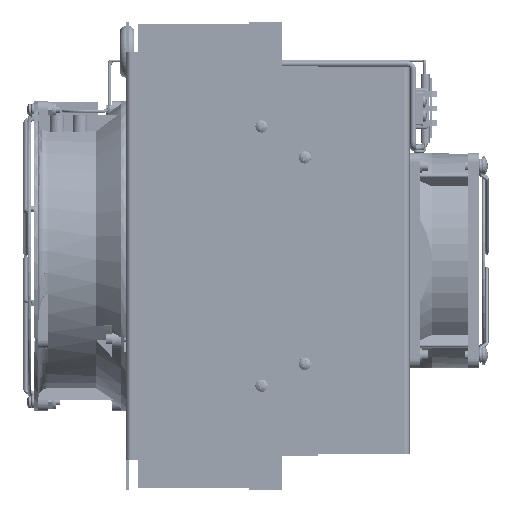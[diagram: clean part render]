
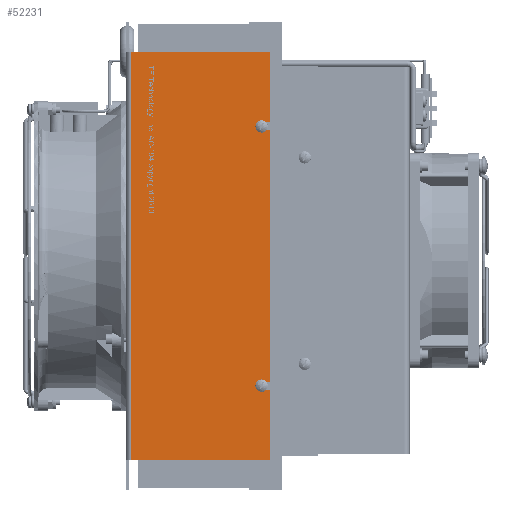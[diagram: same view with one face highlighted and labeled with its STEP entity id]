
A CAD part, left-side view. The second image highlights one B-rep face of the part: STEP entity #52231.
In plain terms, the highlighted face is planar.
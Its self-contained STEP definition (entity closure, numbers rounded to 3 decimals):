
#6354=VECTOR('',#61047,1.);
#6358=VECTOR('',#61052,1.);
#6365=VECTOR('',#61063,1.);
#6385=VECTOR('',#61100,1.);
#6388=VECTOR('',#61104,1.);
#6413=VECTOR('',#61151,1.);
#6420=VECTOR('',#61169,1.);
#6423=VECTOR('',#61173,1.);
#10691=LINE('',#73361,#6354);
#10695=LINE('',#73369,#6358);
#10702=LINE('',#73387,#6365);
#10722=LINE('',#73438,#6385);
#10725=LINE('',#73444,#6388);
#10750=LINE('',#73508,#6413);
#10757=LINE('',#73528,#6420);
#10760=LINE('',#73533,#6423);
#14168=PLANE('',#55296);
#16264=VERTEX_POINT('',#73354);
#16265=VERTEX_POINT('',#73356);
#16267=VERTEX_POINT('',#73362);
#16269=VERTEX_POINT('',#73368);
#16278=VERTEX_POINT('',#73388);
#16296=VERTEX_POINT('',#73433);
#16297=VERTEX_POINT('',#73435);
#16298=VERTEX_POINT('',#73439);
#16299=VERTEX_POINT('',#73443);
#16325=VERTEX_POINT('',#73509);
#16330=VERTEX_POINT('',#73527);
#16331=VERTEX_POINT('',#73529);
#20238=CIRCLE('',#55257,2.159);
#20243=CIRCLE('',#55272,2.159);
#23317=EDGE_CURVE('',#16265,#16264,#20238,.T.);
#23320=EDGE_CURVE('',#16267,#16265,#10691,.T.);
#23324=EDGE_CURVE('',#16264,#16269,#10695,.T.);
#23334=EDGE_CURVE('',#16267,#16278,#10702,.T.);
#23358=EDGE_CURVE('',#16297,#16296,#20243,.T.);
#23360=EDGE_CURVE('',#16298,#16297,#10722,.T.);
#23363=EDGE_CURVE('',#16296,#16299,#10725,.T.);
#23364=EDGE_CURVE('',#16298,#16269,#10702,.T.);
#23397=EDGE_CURVE('',#16325,#16278,#10750,.T.);
#23407=EDGE_CURVE('',#16331,#16330,#10757,.T.);
#23410=EDGE_CURVE('',#16331,#16299,#10702,.T.);
#23411=EDGE_CURVE('',#16325,#16330,#10760,.T.);
#32557=ORIENTED_EDGE('',*,*,#23324,.T.);
#32558=ORIENTED_EDGE('',*,*,#23364,.F.);
#32559=ORIENTED_EDGE('',*,*,#23360,.T.);
#32560=ORIENTED_EDGE('',*,*,#23358,.T.);
#32561=ORIENTED_EDGE('',*,*,#23363,.T.);
#32562=ORIENTED_EDGE('',*,*,#23410,.F.);
#32563=ORIENTED_EDGE('',*,*,#23407,.T.);
#32564=ORIENTED_EDGE('',*,*,#23411,.F.);
#32565=ORIENTED_EDGE('',*,*,#23397,.T.);
#32566=ORIENTED_EDGE('',*,*,#23334,.F.);
#32567=ORIENTED_EDGE('',*,*,#23320,.T.);
#32568=ORIENTED_EDGE('',*,*,#23317,.T.);
#45075=EDGE_LOOP('',(#32557,#32558,#32559,#32560,#32561,#32562,#32563,#32564,
#32565,#32566,#32567,#32568));
#48760=FACE_BOUND('',#45075,.T.);
#52231=ADVANCED_FACE('',(#48760),#14168,.F.);
#55257=AXIS2_PLACEMENT_3D('',#73355,#61042,#61043);
#55272=AXIS2_PLACEMENT_3D('',#73434,#61096,#61097);
#55296=AXIS2_PLACEMENT_3D('',#73532,#61172,$);
#61042=DIRECTION('',(0.,1.,0.));
#61043=DIRECTION('',(2.159,0.,0.));
#61047=DIRECTION('',(0.,0.,-1.));
#61052=DIRECTION('',(0.,0.,1.));
#61063=DIRECTION('',(1.,0.,0.));
#61096=DIRECTION('',(0.,1.,0.));
#61097=DIRECTION('',(2.159,0.,0.));
#61100=DIRECTION('',(0.,0.,-1.));
#61104=DIRECTION('',(0.,0.,1.));
#61151=DIRECTION('',(0.,0.,1.));
#61169=DIRECTION('',(0.,0.,-1.));
#61172=DIRECTION('',(0.,1.,0.));
#61173=DIRECTION('',(-1.,0.,0.));
#73354=CARTESIAN_POINT('',(69.596,-87.96,75.26));
#73355=CARTESIAN_POINT('',(71.755,-87.96,75.26));
#73356=CARTESIAN_POINT('',(73.914,-87.96,75.26));
#73361=CARTESIAN_POINT('',(73.914,-87.96,59.113));
#73362=CARTESIAN_POINT('',(73.914,-87.96,79.832));
#73368=CARTESIAN_POINT('',(69.596,-87.96,79.832));
#73369=CARTESIAN_POINT('',(69.596,-87.96,59.113));
#73387=CARTESIAN_POINT('',(129.54,-87.96,79.832));
#73388=CARTESIAN_POINT('',(113.03,-87.96,79.832));
#73433=CARTESIAN_POINT('',(-73.914,-87.96,75.26));
#73434=CARTESIAN_POINT('',(-71.755,-87.96,75.26));
#73435=CARTESIAN_POINT('',(-69.596,-87.96,75.26));
#73438=CARTESIAN_POINT('',(-69.596,-87.96,59.113));
#73439=CARTESIAN_POINT('',(-69.596,-87.96,79.832));
#73443=CARTESIAN_POINT('',(-73.914,-87.96,79.832));
#73444=CARTESIAN_POINT('',(-73.914,-87.96,59.113));
#73508=CARTESIAN_POINT('',(113.03,-87.96,41.098));
#73509=CARTESIAN_POINT('',(113.03,-87.96,3.2));
#73527=CARTESIAN_POINT('',(-113.03,-87.96,3.2));
#73528=CARTESIAN_POINT('',(-113.03,-87.96,41.098));
#73529=CARTESIAN_POINT('',(-113.03,-87.96,79.832));
#73532=CARTESIAN_POINT('',(0.,-87.96,40.681));
#73533=CARTESIAN_POINT('',(0.,-87.96,3.2));
